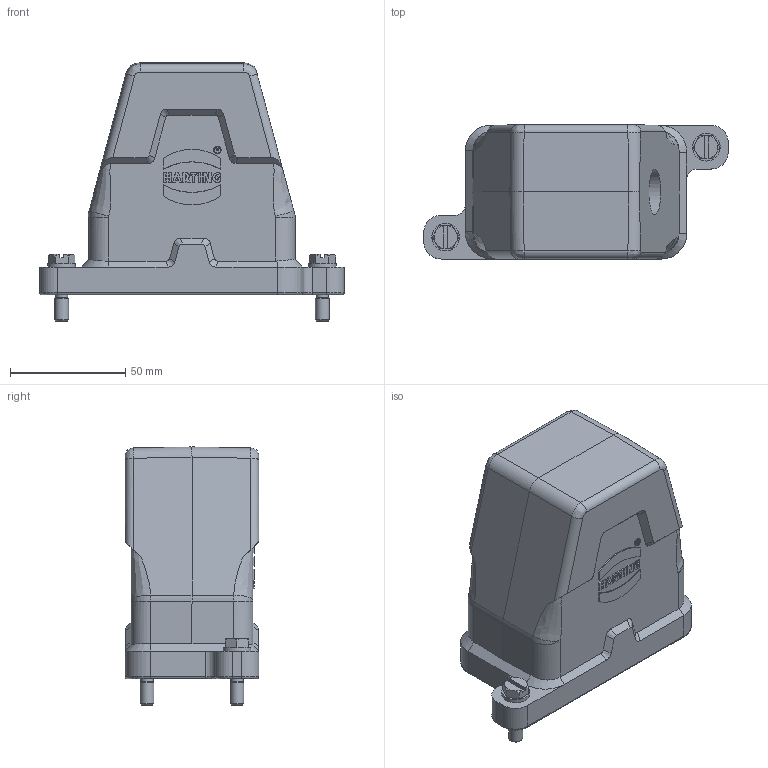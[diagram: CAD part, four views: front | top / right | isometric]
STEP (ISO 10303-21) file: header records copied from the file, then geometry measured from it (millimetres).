
FILE_DESCRIPTION(/* description */ (''),/* implementation_level */ '2;1');
FILE_NAME(/* name */ '100122281ugm000_c.stp',/* time_stamp */ '2017-11-06T09:08:53+01:00',/* author */ (''),/* organization */ (''),/* preprocessor_version */ 'ST-DEVELOPER v16',/* originating_system */ 'SIEMENS PLM Software NX 10.0',/* authorisation */ '');
FILE_SCHEMA (('AUTOMOTIVE_DESIGN { 1 0 10303 214 3 1 1 1 }'));
Length unit declared in the file: millimetre
Products named in the file (1): 100122281ugm000_c
Bounding box: 132 x 58 x 111.9 mm (x, y, z)
Volume: 172411.8 mm3; surface area: 61392.9 mm2
Topology: 1 solids, 1 shells, 432 faces, 1095 edges, 692 vertices
Faces by surface type: plane 214, cylinder 95, bspline 65, cone 38, torus 20
Full cylindrical faces by diameter (mm): 3 x4, 5.3 x2, 6 x2, 12 x2, 20 x1
Entity records: 17730 total; most frequent: CARTESIAN_POINT 5258, ORIENTED_EDGE 2098, DIRECTION 1891, EDGE_CURVE 1049, VERTEX_POINT 664, AXIS2_PLACEMENT_3D 660, LINE 571, VECTOR 571
